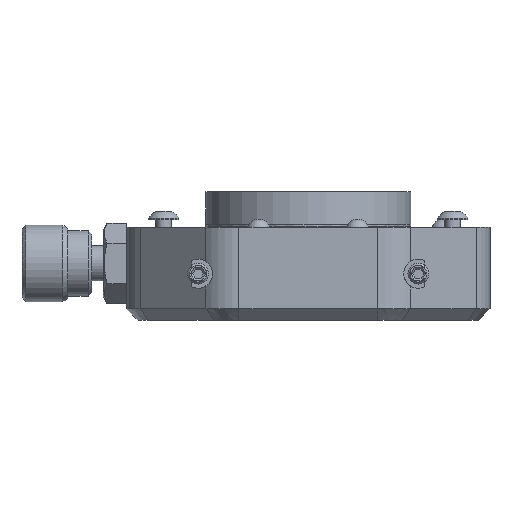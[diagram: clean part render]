
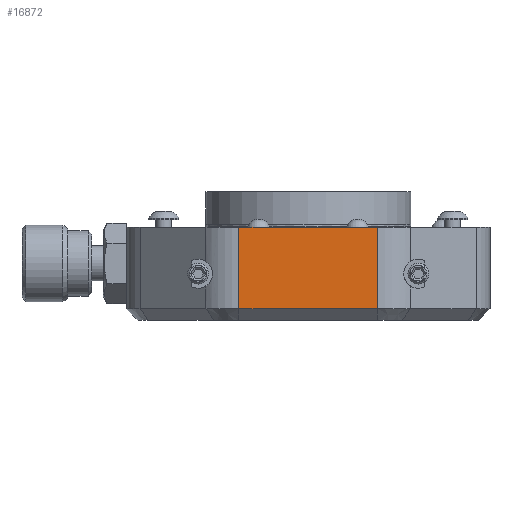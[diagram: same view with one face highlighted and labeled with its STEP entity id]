
A CAD part, left-side view. The second image highlights one B-rep face of the part: STEP entity #16872.
In plain terms, the highlighted planar face has unit normal (-1, 0, 0).
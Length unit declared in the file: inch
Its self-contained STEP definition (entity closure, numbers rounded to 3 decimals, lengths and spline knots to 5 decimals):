
#313=PLANE('',#17965);
#1655=FACE_OUTER_BOUND('',#2693,.T.);
#2693=EDGE_LOOP('',(#11796,#11797,#11798,#11799));
#3959=LINE('',#25603,#5402);
#3970=LINE('',#25637,#5413);
#3971=LINE('',#25640,#5414);
#3972=LINE('',#25641,#5415);
#5402=VECTOR('',#19852,39.37008);
#5413=VECTOR('',#19887,39.37008);
#5414=VECTOR('',#19890,39.37008);
#5415=VECTOR('',#19891,39.37008);
#7396=VERTEX_POINT('',#25600);
#7397=VERTEX_POINT('',#25602);
#7408=VERTEX_POINT('',#25635);
#7409=VERTEX_POINT('',#25639);
#9036=EDGE_CURVE('',#7396,#7397,#3959,.T.);
#9057=EDGE_CURVE('',#7396,#7408,#3970,.T.);
#9058=EDGE_CURVE('',#7408,#7409,#3971,.T.);
#9059=EDGE_CURVE('',#7409,#7397,#3972,.T.);
#11796=ORIENTED_EDGE('',*,*,#9057,.T.);
#11797=ORIENTED_EDGE('',*,*,#9058,.T.);
#11798=ORIENTED_EDGE('',*,*,#9059,.T.);
#11799=ORIENTED_EDGE('',*,*,#9036,.F.);
#16872=ADVANCED_FACE('',(#1655),#313,.F.);
#17965=AXIS2_PLACEMENT_3D('',#25638,#19888,#19889);
#19852=DIRECTION('',(0.,-1.,0.));
#19887=DIRECTION('',(0.,0.,-1.));
#19888=DIRECTION('center_axis',(1.,0.,0.));
#19889=DIRECTION('ref_axis',(0.,0.,-1.));
#19890=DIRECTION('',(0.,-1.,0.));
#19891=DIRECTION('',(0.,0.,1.));
#25600=CARTESIAN_POINT('',(-0.975,0.37145,0.25));
#25602=CARTESIAN_POINT('',(-0.975,-0.37145,0.25));
#25603=CARTESIAN_POINT('',(-0.975,-0.975,0.25));
#25635=CARTESIAN_POINT('',(-0.975,0.37145,-0.1875));
#25637=CARTESIAN_POINT('',(-0.975,0.37145,-0.25));
#25638=CARTESIAN_POINT('Origin',(-0.975,-0.975,0.25));
#25639=CARTESIAN_POINT('',(-0.975,-0.37145,-0.1875));
#25640=CARTESIAN_POINT('',(-0.975,-0.975,-0.1875));
#25641=CARTESIAN_POINT('',(-0.975,-0.37145,0.25));
